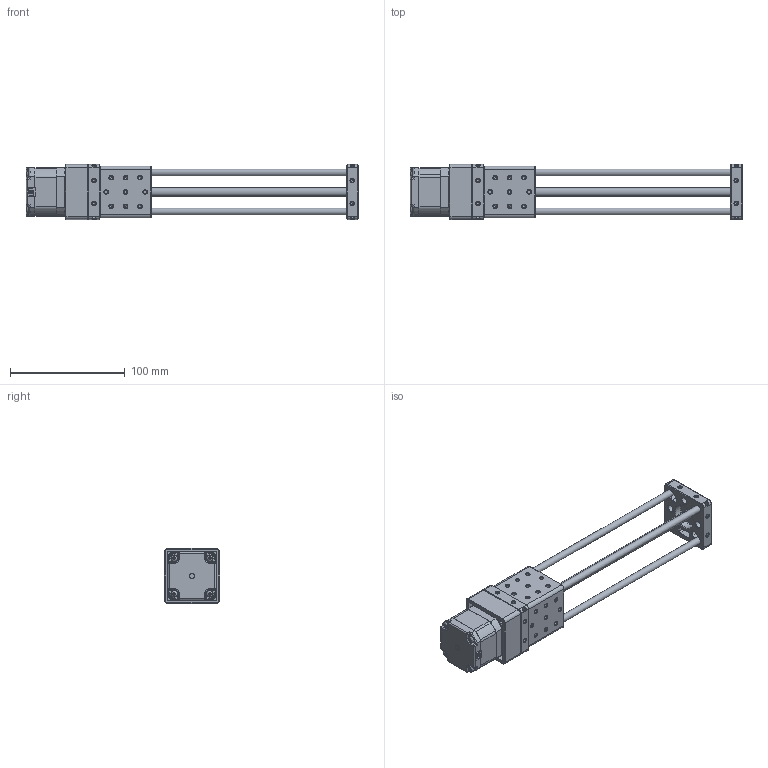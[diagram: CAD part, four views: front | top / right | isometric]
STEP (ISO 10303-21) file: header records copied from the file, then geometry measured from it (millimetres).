
FILE_DESCRIPTION(/* description */ (''),/* implementation_level */ '2;1');
FILE_NAME(/* name */ '64fcff94-1fd3-4d13-b600-0a4323244f01.stp',/* time_stamp */ '2019-12-10T21:30:01+00:00',/* author */ (''),/* organization */ (''),/* preprocessor_version */ 'ST-DEVELOPER v18',/* originating_system */ 'Autodesk Translation Framework v8.12.0.6',/* authorisation */ '');
FILE_SCHEMA (('AUTOMOTIVE_DESIGN { 1 0 10303 214 3 1 1 }'));
Products named in the file (10): test3; tapa; ejes; Nema 17 6627T66; carro; tuercaAntiBacklash v3; cuerpoPpal; 9861T526; tornillo; test
Assembly tree (9 placements, depth 3):
  test3
    tapa
    ejes
    Nema 17 6627T66
    carro
    tuercaAntiBacklash v3
      cuerpoPpal
    9861T526
    tornillo
    test
Bounding box: 289.29 x 48 x 48 mm (x, y, z)
Volume: 184096.4 mm3; surface area: 96180.8 mm2
Topology: 17 solids, 17 shells, 1290 faces, 3319 edges, 2068 vertices
Faces by surface type: plane 430, cylinder 398, cone 394, bspline 48, torus 12, sphere 8
Full cylindrical faces by diameter (mm): 0.965 x4, 2.8 x60, 3 x32, 3.1 x6, 3.134 x32, 3.5 x4, 4.166 x28, 4.991 x2, 5.499 x4, 6 x4, 6.1 x6, 6.25 x4, 6.35 x1, 6.779 x1, 7.866 x1, 7.938 x3, 8.485 x1, 9.144 x1, 10.25 x1, 14 x1, 19.05 x3, 21.996 x1, 22 x1, 22.1 x2, 22.2 x2, 26.924 x1
Entity records: 54708 total; most frequent: CARTESIAN_POINT 23381, ORIENTED_EDGE 6532, DIRECTION 6468, EDGE_CURVE 3266, AXIS2_PLACEMENT_3D 2425, VERTEX_POINT 2071, LINE 1618, VECTOR 1618
